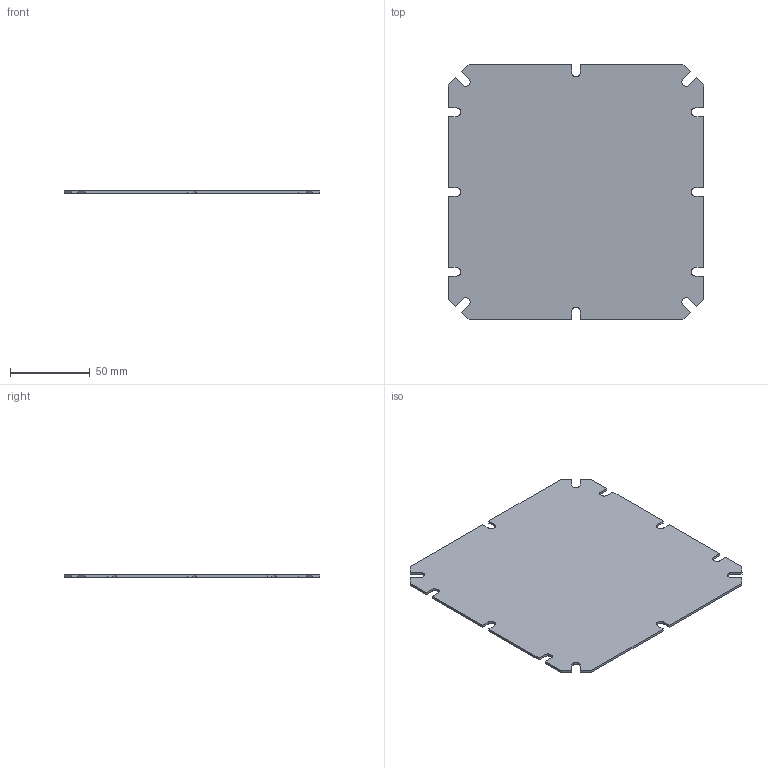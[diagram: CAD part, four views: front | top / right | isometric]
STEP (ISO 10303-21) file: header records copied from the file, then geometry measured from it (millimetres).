
FILE_DESCRIPTION(('CATIA V5R24 STEP','CAx-IF Rec.Pracs.--- Model Styling and Organization---1.2---2011-12-15'),'2;1');
FILE_NAME ('D1465084_0_9535920000_9535920000.stp','2018-08-27T09:27:27+00:00',('none'),('Weidmueller'),'CATIA Version 5-6 Release 2014 SP4 HF52','CATIA V5 STEP AP214','none');
FILE_SCHEMA(('AUTOMOTIVE_DESIGN { 1 0 10303 214 1 1 1 1 }'));
Length unit declared in the file: millimetre
Products named in the file (1): MP_FPC_20-20
Bounding box: 160 x 160 x 1.5 mm (x, y, z)
Volume: 37139.2 mm3; surface area: 50686.1 mm2
Topology: 1 solids, 1 shells, 68 faces, 198 edges, 132 vertices
Faces by surface type: plane 46, cylinder 22
Entity records: 2223 total; most frequent: CARTESIAN_POINT 399, ORIENTED_EDGE 396, DIRECTION 334, EDGE_CURVE 198, VECTOR 154, LINE 154, VERTEX_POINT 132, AXIS2_PLACEMENT_3D 113
